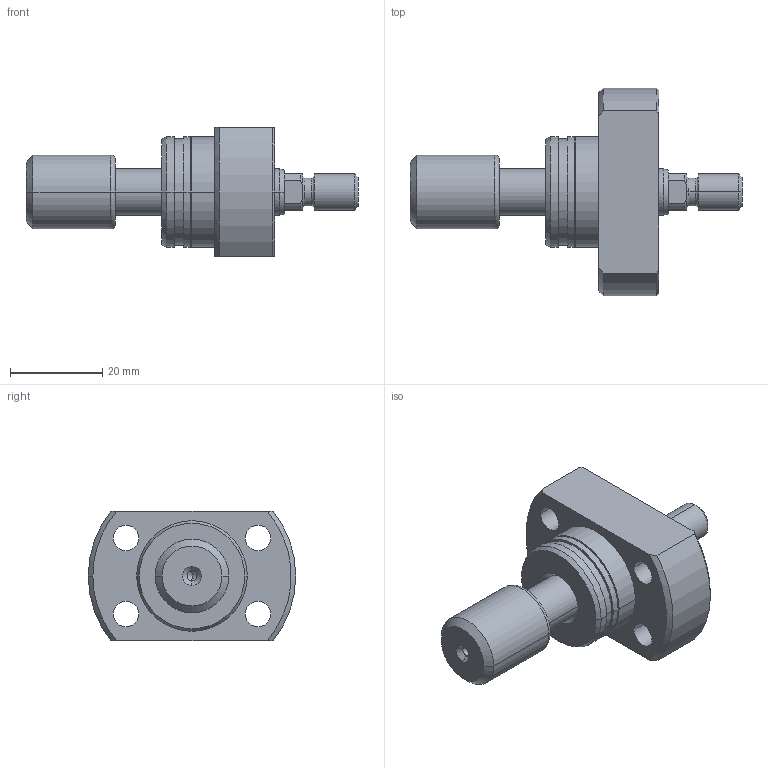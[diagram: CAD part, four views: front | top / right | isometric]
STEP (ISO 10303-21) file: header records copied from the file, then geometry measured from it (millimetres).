
FILE_DESCRIPTION (( 'STEP AP203' ), '1' );
FILE_NAME ('a5fa.STEP', '2022-01-09T15:51:43', ( '' ), ( '' ), 'SwSTEP 2.0', 'SolidWorks 2019', '' );
FILE_SCHEMA (( 'CONFIG_CONTROL_DESIGN' ));
Length unit declared in the file: millimetre
Products named in the file (4): V450CM_MALE_METRIC df0bf99cde4bbe2edb96955dab4a4c5e; V400CL_PC_Y df0bf99cde4bbe2edb96955dab4a4c5e; V400CL_VC_X df0bf99cde4bbe2edb96955dab4a4c5e; a5fa
Assembly tree (3 placements, depth 2):
  a5fa
    V400CL_VC_X df0bf99cde4bbe2edb96955dab4a4c5e
    V400CL_PC_Y df0bf99cde4bbe2edb96955dab4a4c5e
    V450CM_MALE_METRIC df0bf99cde4bbe2edb96955dab4a4c5e
Bounding box: 72 x 45 x 28 mm (x, y, z)
Volume: 22994.7 mm3; surface area: 9877.9 mm2
Topology: 3 solids, 3 shells, 116 faces, 256 edges, 157 vertices
Faces by surface type: cylinder 51, cone 32, plane 29, torus 4
Entity records: 3645 total; most frequent: DIRECTION 623, CARTESIAN_POINT 579, ORIENTED_EDGE 504, AXIS2_PLACEMENT_3D 265, EDGE_CURVE 252, VERTEX_POINT 157, CIRCLE 143, EDGE_LOOP 141
